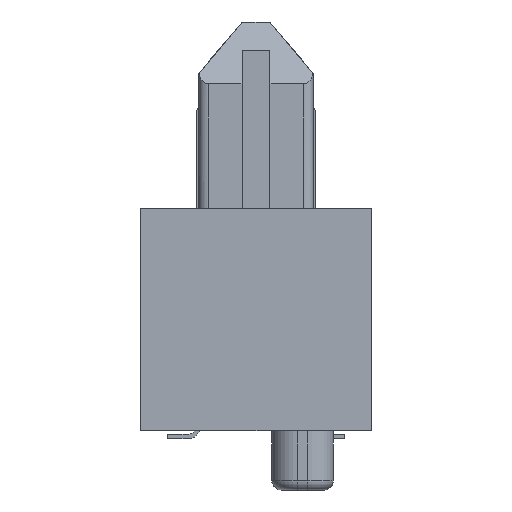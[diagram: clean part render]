
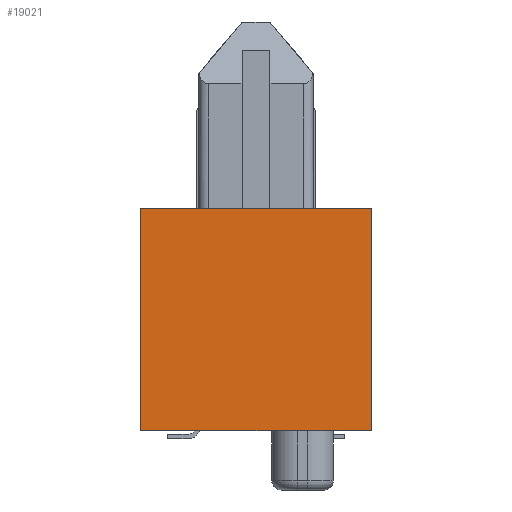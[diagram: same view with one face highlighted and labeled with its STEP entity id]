
A CAD part, left-side view. The second image highlights one B-rep face of the part: STEP entity #19021.
In plain terms, the highlighted planar face has unit normal (-1, 0, 0).
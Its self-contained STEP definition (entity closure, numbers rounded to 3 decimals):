
#355=FACE_OUTER_BOUND($,#1329,.T.);
#1329=EDGE_LOOP($,(#12768,#12769,#12770,#12771));
#2643=LINE($,#26911,#5302);
#2651=LINE($,#26932,#5310);
#2653=LINE($,#26936,#5312);
#2654=LINE($,#26937,#5313);
#5302=VECTOR($,#21540,4.95);
#5310=VECTOR($,#21556,4.765);
#5312=VECTOR($,#21560,4.95);
#5313=VECTOR($,#21561,4.765);
#7956=VERTEX_POINT($,#26908);
#7957=VERTEX_POINT($,#26910);
#7966=VERTEX_POINT($,#26930);
#7967=VERTEX_POINT($,#26935);
#9874=EDGE_CURVE($,#7957,#7956,#2643,.T.);
#9885=EDGE_CURVE($,#7966,#7956,#2651,.T.);
#9887=EDGE_CURVE($,#7967,#7966,#2653,.T.);
#9888=EDGE_CURVE($,#7967,#7957,#2654,.T.);
#12768=ORIENTED_EDGE($,*,*,#9874,.T.);
#12769=ORIENTED_EDGE($,*,*,#9885,.F.);
#12770=ORIENTED_EDGE($,*,*,#9887,.F.);
#12771=ORIENTED_EDGE($,*,*,#9888,.T.);
#18157=PLANE($,#20003);
#19021=ADVANCED_FACE($,(#355),#18157,.F.);
#20003=AXIS2_PLACEMENT_3D($,#26934,#21558,#21559);
#21540=DIRECTION($,(0.,-1.,0.));
#21556=DIRECTION($,(0.,0.,-1.));
#21558=DIRECTION('center_axis',(1.,0.,0.));
#21559=DIRECTION('ref_axis',(0.,1.,0.));
#21560=DIRECTION($,(0.,-1.,0.));
#21561=DIRECTION($,(0.,0.,-1.));
#26908=CARTESIAN_POINT('',(-13.4,-2.475,0.175));
#26910=CARTESIAN_POINT('',(-13.4,2.475,0.175));
#26911=CARTESIAN_POINT($,(-13.4,2.475,0.175));
#26930=CARTESIAN_POINT('',(-13.4,-2.475,4.94));
#26932=CARTESIAN_POINT($,(-13.4,-2.475,4.94));
#26934=CARTESIAN_POINT('Origin',(-13.4,2.475,4.94));
#26935=CARTESIAN_POINT('',(-13.4,2.475,4.94));
#26936=CARTESIAN_POINT($,(-13.4,2.475,4.94));
#26937=CARTESIAN_POINT($,(-13.4,2.475,4.94));
